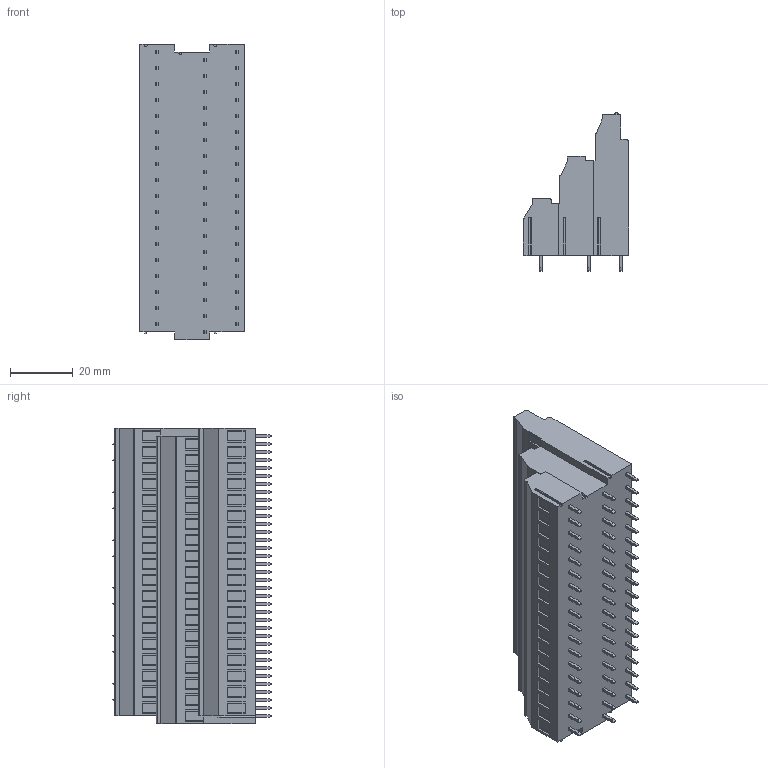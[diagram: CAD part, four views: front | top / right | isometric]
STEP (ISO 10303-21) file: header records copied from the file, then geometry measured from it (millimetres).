
FILE_DESCRIPTION((''),'2;1');
FILE_NAME('TL324VH3-XXP-XS','2025-01-10T09:15:35',('yanfa'),(''),'CREO PARAMETRIC BY PTC INC, 2018100','CREO PARAMETRIC BY PTC INC, 2018100','');
FILE_SCHEMA(('CONFIG_CONTROL_DESIGN','SHAPE_APPEARANCE_LAYERS_GROUPS'));
Products named in the file (1): TL324VH3-XXP-XS
Bounding box: 33.4 x 50.3 x 93.98 mm (x, y, z)
Volume: 85720.9 mm3; surface area: 23152.7 mm2
Topology: 1 solids, 69 shells, 2245 faces, 5831 edges, 3838 vertices
Faces by surface type: plane 1871, cylinder 242, torus 108, sphere 24
Entity records: 68369 total; most frequent: CARTESIAN_POINT 13083, ORIENTED_EDGE 11614, DIRECTION 10935, EDGE_CURVE 5807, VECTOR 4733, LINE 4733, VERTEX_POINT 3838, AXIS2_PLACEMENT_3D 3101
